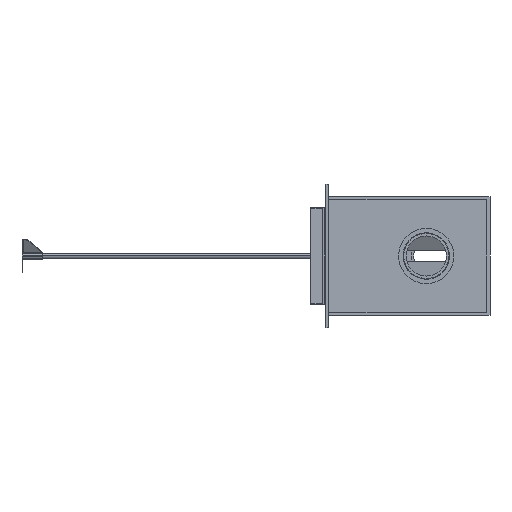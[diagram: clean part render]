
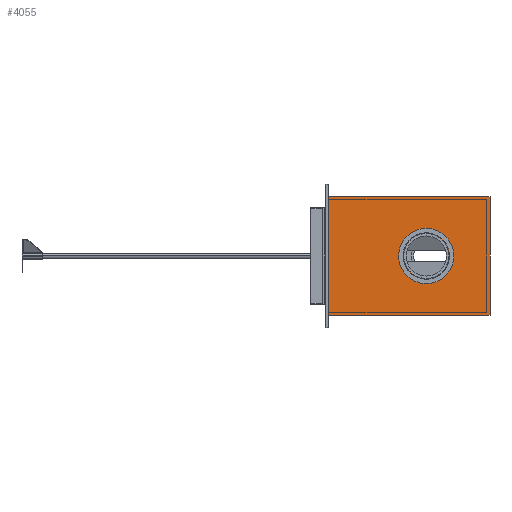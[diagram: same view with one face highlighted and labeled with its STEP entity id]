
A CAD part, left-side view. The second image highlights one B-rep face of the part: STEP entity #4055.
In plain terms, the highlighted planar face has unit normal (-1, 0, 0).
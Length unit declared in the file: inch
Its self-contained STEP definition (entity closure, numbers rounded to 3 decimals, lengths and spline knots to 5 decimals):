
#276 = DIRECTION ( 'NONE',  ( -1., 0., 0. ) ) ;
#459 = CARTESIAN_POINT ( 'NONE',  ( -12.25, 11.75, 5.875 ) ) ;
#465 = ORIENTED_EDGE ( 'NONE', *, *, #4784, .F. ) ;
#626 = AXIS2_PLACEMENT_3D ( 'NONE', #1428, #8802, #5478 ) ;
#642 = EDGE_CURVE ( 'NONE', #4027, #6471, #1363, .T. ) ;
#1103 = CARTESIAN_POINT ( 'NONE',  ( -12.25, 2., 0. ) ) ;
#1363 = CIRCLE ( 'NONE', #7481, 2. ) ;
#1428 = CARTESIAN_POINT ( 'NONE',  ( -12.25, 2., 0. ) ) ;
#1496 = DIRECTION ( 'NONE',  ( 0., 1., 0. ) ) ;
#1576 = VERTEX_POINT ( 'NONE', #2128 ) ;
#2057 = VECTOR ( 'NONE', #1496, 39.37008 ) ;
#2128 = CARTESIAN_POINT ( 'NONE',  ( -12.25, -4.34686, -5.875 ) ) ;
#2154 = ORIENTED_EDGE ( 'NONE', *, *, #3238, .T. ) ;
#2618 = CARTESIAN_POINT ( 'NONE',  ( -12.25, -4.34686, 5.875 ) ) ;
#2890 = CARTESIAN_POINT ( 'NONE',  ( -12.25, -4., 5.875 ) ) ;
#2969 = EDGE_LOOP ( 'NONE', ( #3746, #9267 ) ) ;
#3236 = VECTOR ( 'NONE', #5135, 39.37008 ) ;
#3238 = EDGE_CURVE ( 'NONE', #1576, #4424, #10415, .T. ) ;
#3250 = EDGE_CURVE ( 'NONE', #4424, #5319, #4713, .T. ) ;
#3613 = DIRECTION ( 'NONE',  ( 0., 0., 1. ) ) ;
#3746 = ORIENTED_EDGE ( 'NONE', *, *, #642, .F. ) ;
#3864 = FACE_BOUND ( 'NONE', #2969, .T. ) ;
#3918 = ORIENTED_EDGE ( 'NONE', *, *, #5386, .F. ) ;
#4027 = VERTEX_POINT ( 'NONE', #5335 ) ;
#4055 = ADVANCED_FACE ( 'NONE', ( #3864, #5787 ), #9095, .T. ) ;
#4251 = EDGE_LOOP ( 'NONE', ( #7180, #465, #3918, #2154 ) ) ;
#4424 = VERTEX_POINT ( 'NONE', #2618 ) ;
#4713 = LINE ( 'NONE', #2890, #7845 ) ;
#4719 = VERTEX_POINT ( 'NONE', #6934 ) ;
#4750 = CARTESIAN_POINT ( 'NONE',  ( -12.25, -4., -5.625 ) ) ;
#4784 = EDGE_CURVE ( 'NONE', #4719, #5319, #5287, .T. ) ;
#5002 = CIRCLE ( 'NONE', #626, 2. ) ;
#5135 = DIRECTION ( 'NONE',  ( 0., 0., 1. ) ) ;
#5287 = LINE ( 'NONE', #8605, #3236 ) ;
#5319 = VERTEX_POINT ( 'NONE', #459 ) ;
#5335 = CARTESIAN_POINT ( 'NONE',  ( -12.25, 2., 2. ) ) ;
#5386 = EDGE_CURVE ( 'NONE', #1576, #4719, #6492, .T. ) ;
#5448 = CARTESIAN_POINT ( 'NONE',  ( -12.25, 2., -2. ) ) ;
#5478 = DIRECTION ( 'NONE',  ( 0., 0., 1. ) ) ;
#5787 = FACE_OUTER_BOUND ( 'NONE', #4251, .T. ) ;
#6451 = VECTOR ( 'NONE', #7016, 39.37008 ) ;
#6471 = VERTEX_POINT ( 'NONE', #5448 ) ;
#6492 = LINE ( 'NONE', #10730, #2057 ) ;
#6736 = EDGE_CURVE ( 'NONE', #6471, #4027, #5002, .T. ) ;
#6934 = CARTESIAN_POINT ( 'NONE',  ( -12.25, 11.75, -5.875 ) ) ;
#7016 = DIRECTION ( 'NONE',  ( 0., 0., 1. ) ) ;
#7180 = ORIENTED_EDGE ( 'NONE', *, *, #3250, .T. ) ;
#7481 = AXIS2_PLACEMENT_3D ( 'NONE', #1103, #276, #3613 ) ;
#7845 = VECTOR ( 'NONE', #8851, 39.37008 ) ;
#8502 = AXIS2_PLACEMENT_3D ( 'NONE', #4750, #9852, #9750 ) ;
#8605 = CARTESIAN_POINT ( 'NONE',  ( -12.25, 11.75, 0. ) ) ;
#8802 = DIRECTION ( 'NONE',  ( -1., 0., 0. ) ) ;
#8851 = DIRECTION ( 'NONE',  ( 0., 1., 0. ) ) ;
#9095 = PLANE ( 'NONE',  #8502 ) ;
#9267 = ORIENTED_EDGE ( 'NONE', *, *, #6736, .F. ) ;
#9717 = CARTESIAN_POINT ( 'NONE',  ( -12.25, -4.34686, -5.625 ) ) ;
#9750 = DIRECTION ( 'NONE',  ( 0., 0., 1. ) ) ;
#9852 = DIRECTION ( 'NONE',  ( -1., 0., 0. ) ) ;
#10415 = LINE ( 'NONE', #9717, #6451 ) ;
#10730 = CARTESIAN_POINT ( 'NONE',  ( -12.25, -4., -5.875 ) ) ;
